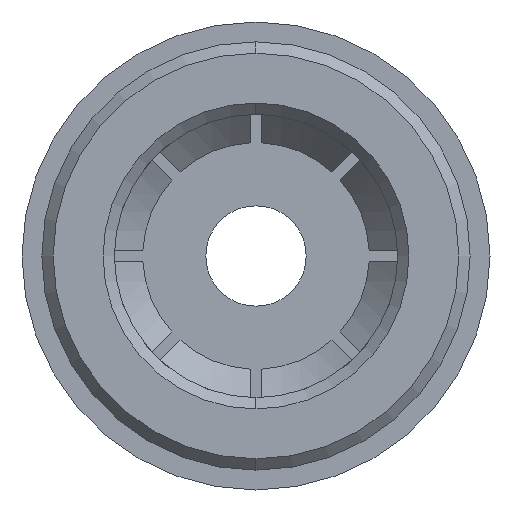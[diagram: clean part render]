
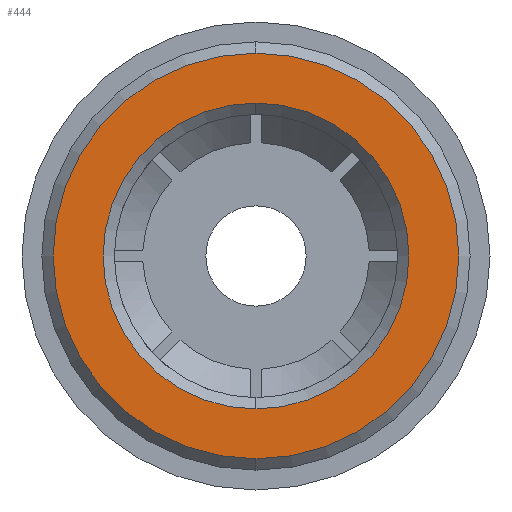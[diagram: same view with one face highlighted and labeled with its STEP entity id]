
A CAD part, left-side view. The second image highlights one B-rep face of the part: STEP entity #444.
In plain terms, the highlighted planar face has unit normal (-1, 0, 0).
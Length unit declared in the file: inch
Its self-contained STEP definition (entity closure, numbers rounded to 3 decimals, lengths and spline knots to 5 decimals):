
#91 = ORIENTED_EDGE ( 'NONE', *, *, #1368, .T. ) ;
#157 = VERTEX_POINT ( 'NONE', #1510 ) ;
#182 = DIRECTION ( 'NONE',  ( 0., 0., 1. ) ) ;
#189 = DIRECTION ( 'NONE',  ( 0., 0., -1. ) ) ;
#203 = CIRCLE ( 'NONE', #1242, 0.135 ) ;
#219 = CARTESIAN_POINT ( 'NONE',  ( -0.3325, 0.135, 0. ) ) ;
#237 = CARTESIAN_POINT ( 'NONE',  ( -0.3325, 0., -0.135 ) ) ;
#306 = DIRECTION ( 'NONE',  ( 0., 0., 1. ) ) ;
#378 = CARTESIAN_POINT ( 'NONE',  ( -0.3325, 0., 0. ) ) ;
#444 = ADVANCED_FACE ( 'NONE', ( #2678, #820 ), #1653, .F. ) ;
#670 = EDGE_CURVE ( 'NONE', #2190, #761, #2668, .T. ) ;
#698 = ORIENTED_EDGE ( 'NONE', *, *, #670, .F. ) ;
#745 = ORIENTED_EDGE ( 'NONE', *, *, #2106, .F. ) ;
#756 = CIRCLE ( 'NONE', #1535, 0.179 ) ;
#761 = VERTEX_POINT ( 'NONE', #1739 ) ;
#820 = FACE_OUTER_BOUND ( 'NONE', #2481, .T. ) ;
#876 = EDGE_LOOP ( 'NONE', ( #745, #698 ) ) ;
#915 = VERTEX_POINT ( 'NONE', #2100 ) ;
#1165 = CARTESIAN_POINT ( 'NONE',  ( -0.3325, 0., 0. ) ) ;
#1168 = AXIS2_PLACEMENT_3D ( 'NONE', #219, #2017, #189 ) ;
#1188 = CARTESIAN_POINT ( 'NONE',  ( -0.3325, 0., 0. ) ) ;
#1214 = DIRECTION ( 'NONE',  ( -1., 0., 0. ) ) ;
#1242 = AXIS2_PLACEMENT_3D ( 'NONE', #1188, #2192, #2619 ) ;
#1368 = EDGE_CURVE ( 'NONE', #157, #915, #2216, .T. ) ;
#1459 = DIRECTION ( 'NONE',  ( 0., 0., 1. ) ) ;
#1510 = CARTESIAN_POINT ( 'NONE',  ( -0.3325, 0., -0.179 ) ) ;
#1530 = AXIS2_PLACEMENT_3D ( 'NONE', #1789, #2620, #1459 ) ;
#1535 = AXIS2_PLACEMENT_3D ( 'NONE', #378, #1214, #182 ) ;
#1653 = PLANE ( 'NONE',  #1168 ) ;
#1739 = CARTESIAN_POINT ( 'NONE',  ( -0.3325, 0., 0.135 ) ) ;
#1768 = EDGE_CURVE ( 'NONE', #915, #157, #756, .T. ) ;
#1789 = CARTESIAN_POINT ( 'NONE',  ( -0.3325, 0., 0. ) ) ;
#2017 = DIRECTION ( 'NONE',  ( 1., 0., 0. ) ) ;
#2100 = CARTESIAN_POINT ( 'NONE',  ( -0.3325, 0., 0.179 ) ) ;
#2106 = EDGE_CURVE ( 'NONE', #761, #2190, #203, .T. ) ;
#2151 = DIRECTION ( 'NONE',  ( -1., 0., 0. ) ) ;
#2190 = VERTEX_POINT ( 'NONE', #237 ) ;
#2192 = DIRECTION ( 'NONE',  ( -1., 0., 0. ) ) ;
#2196 = AXIS2_PLACEMENT_3D ( 'NONE', #1165, #2151, #306 ) ;
#2216 = CIRCLE ( 'NONE', #1530, 0.179 ) ;
#2481 = EDGE_LOOP ( 'NONE', ( #91, #2573 ) ) ;
#2573 = ORIENTED_EDGE ( 'NONE', *, *, #1768, .T. ) ;
#2619 = DIRECTION ( 'NONE',  ( 0., 0., 1. ) ) ;
#2620 = DIRECTION ( 'NONE',  ( -1., 0., 0. ) ) ;
#2668 = CIRCLE ( 'NONE', #2196, 0.135 ) ;
#2678 = FACE_BOUND ( 'NONE', #876, .T. ) ;
